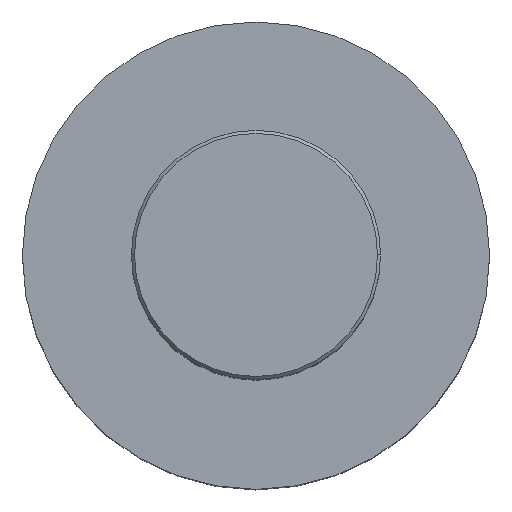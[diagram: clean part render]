
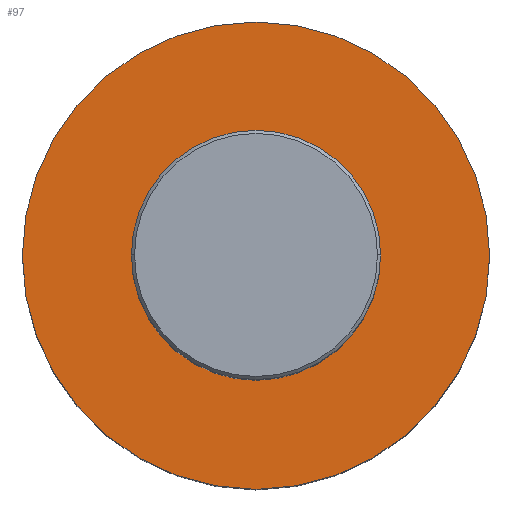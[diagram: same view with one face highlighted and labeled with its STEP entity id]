
A CAD part, top view. The second image highlights one B-rep face of the part: STEP entity #97.
In plain terms, the highlighted planar face has unit normal (0, 0, 1).
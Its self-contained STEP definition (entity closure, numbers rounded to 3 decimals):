
#8 = AXIS2_PLACEMENT_3D ( 'NONE', #19, #197, #331 ) ;
#13 = CARTESIAN_POINT ( 'NONE',  ( 55.248, 54.359, 23.5 ) ) ;
#19 = CARTESIAN_POINT ( 'NONE',  ( 55.248, 54.359, 23.5 ) ) ;
#45 = CARTESIAN_POINT ( 'NONE',  ( 47.248, 54.359, 23.5 ) ) ;
#57 = EDGE_CURVE ( 'NONE', #190, #73, #300, .T. ) ;
#61 = CARTESIAN_POINT ( 'NONE',  ( 40.248, 54.359, 23.5 ) ) ;
#65 = CARTESIAN_POINT ( 'NONE',  ( 55.248, 54.359, 23.5 ) ) ;
#73 = VERTEX_POINT ( 'NONE', #61 ) ;
#88 = ORIENTED_EDGE ( 'NONE', *, *, #57, .T. ) ;
#92 = AXIS2_PLACEMENT_3D ( 'NONE', #495, #101, #453 ) ;
#93 = CARTESIAN_POINT ( 'NONE',  ( 63.248, 54.359, 23.5 ) ) ;
#97 = ADVANCED_FACE ( 'NONE', ( #367, #141 ), #327, .T. ) ;
#101 = DIRECTION ( 'NONE',  ( 0., 0., 1. ) ) ;
#102 = EDGE_CURVE ( 'NONE', #73, #190, #532, .T. ) ;
#129 = EDGE_CURVE ( 'NONE', #225, #283, #466, .T. ) ;
#141 = FACE_OUTER_BOUND ( 'NONE', #519, .T. ) ;
#146 = DIRECTION ( 'NONE',  ( 1., 0., 0. ) ) ;
#155 = AXIS2_PLACEMENT_3D ( 'NONE', #13, #531, #146 ) ;
#190 = VERTEX_POINT ( 'NONE', #348 ) ;
#192 = ORIENTED_EDGE ( 'NONE', *, *, #129, .F. ) ;
#197 = DIRECTION ( 'NONE',  ( 0., 0., 1. ) ) ;
#210 = DIRECTION ( 'NONE',  ( 0., 0., 1. ) ) ;
#225 = VERTEX_POINT ( 'NONE', #93 ) ;
#267 = ORIENTED_EDGE ( 'NONE', *, *, #280, .F. ) ;
#279 = ORIENTED_EDGE ( 'NONE', *, *, #102, .T. ) ;
#280 = EDGE_CURVE ( 'NONE', #283, #225, #336, .T. ) ;
#283 = VERTEX_POINT ( 'NONE', #45 ) ;
#300 = CIRCLE ( 'NONE', #8, 15. ) ;
#320 = DIRECTION ( 'NONE',  ( 0., 0., 1. ) ) ;
#327 = PLANE ( 'NONE',  #155 ) ;
#329 = EDGE_LOOP ( 'NONE', ( #267, #192 ) ) ;
#331 = DIRECTION ( 'NONE',  ( 1., 0., 0. ) ) ;
#336 = CIRCLE ( 'NONE', #412, 8. ) ;
#348 = CARTESIAN_POINT ( 'NONE',  ( 70.248, 54.359, 23.5 ) ) ;
#367 = FACE_BOUND ( 'NONE', #329, .T. ) ;
#382 = CARTESIAN_POINT ( 'NONE',  ( 55.248, 54.359, 23.5 ) ) ;
#412 = AXIS2_PLACEMENT_3D ( 'NONE', #65, #320, #436 ) ;
#436 = DIRECTION ( 'NONE',  ( 1., 0., 0. ) ) ;
#453 = DIRECTION ( 'NONE',  ( 1., 0., 0. ) ) ;
#466 = CIRCLE ( 'NONE', #474, 8. ) ;
#474 = AXIS2_PLACEMENT_3D ( 'NONE', #382, #210, #542 ) ;
#495 = CARTESIAN_POINT ( 'NONE',  ( 55.248, 54.359, 23.5 ) ) ;
#519 = EDGE_LOOP ( 'NONE', ( #279, #88 ) ) ;
#531 = DIRECTION ( 'NONE',  ( 0., 0., 1. ) ) ;
#532 = CIRCLE ( 'NONE', #92, 15. ) ;
#542 = DIRECTION ( 'NONE',  ( 1., 0., 0. ) ) ;
